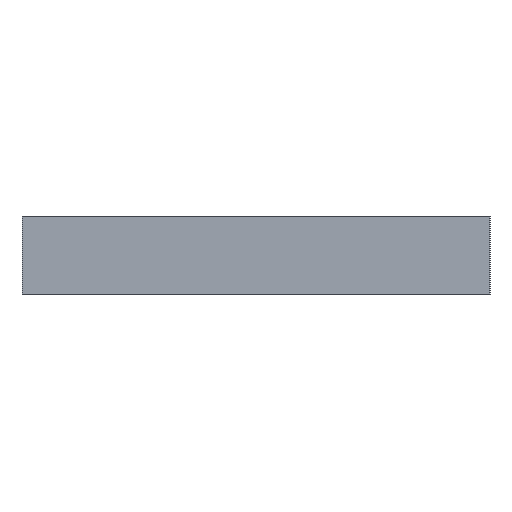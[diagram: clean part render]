
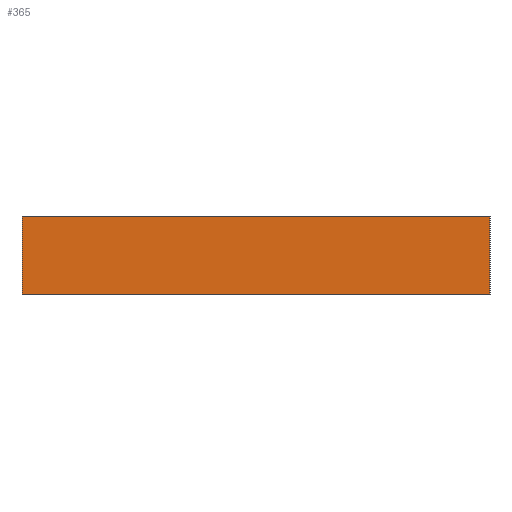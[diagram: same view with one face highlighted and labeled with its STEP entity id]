
A CAD part, left-side view. The second image highlights one B-rep face of the part: STEP entity #365.
In plain terms, the highlighted planar face has unit normal (-1, 0, 0).
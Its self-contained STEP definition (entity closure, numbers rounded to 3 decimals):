
#33=FACE_OUTER_BOUND('',#51,.T.);
#51=EDGE_LOOP('',(#287,#288,#289,#290));
#99=LINE('',#565,#147);
#100=LINE('',#567,#148);
#101=LINE('',#569,#149);
#102=LINE('',#570,#150);
#147=VECTOR('',#467,10.);
#148=VECTOR('',#468,10.);
#149=VECTOR('',#469,10.);
#150=VECTOR('',#470,10.);
#183=VERTEX_POINT('',#563);
#184=VERTEX_POINT('',#564);
#185=VERTEX_POINT('',#566);
#186=VERTEX_POINT('',#568);
#227=EDGE_CURVE('',#183,#184,#99,.T.);
#228=EDGE_CURVE('',#183,#185,#100,.T.);
#229=EDGE_CURVE('',#186,#185,#101,.T.);
#230=EDGE_CURVE('',#184,#186,#102,.T.);
#287=ORIENTED_EDGE('',*,*,#227,.F.);
#288=ORIENTED_EDGE('',*,*,#228,.T.);
#289=ORIENTED_EDGE('',*,*,#229,.F.);
#290=ORIENTED_EDGE('',*,*,#230,.F.);
#347=PLANE('',#397);
#365=ADVANCED_FACE('',(#33),#347,.T.);
#397=AXIS2_PLACEMENT_3D('',#562,#465,#466);
#465=DIRECTION('center_axis',(-1.,0.,0.));
#466=DIRECTION('ref_axis',(0.,-1.,0.));
#467=DIRECTION('',(0.,1.,0.));
#468=DIRECTION('',(0.,0.,1.));
#469=DIRECTION('',(0.,-1.,0.));
#470=DIRECTION('',(0.,0.,1.));
#562=CARTESIAN_POINT('Origin',(0.,0.,0.));
#563=CARTESIAN_POINT('',(0.,-18.,0.));
#564=CARTESIAN_POINT('',(0.,0.,0.));
#565=CARTESIAN_POINT('',(0.,-18.,0.));
#566=CARTESIAN_POINT('',(0.,-18.,3.));
#567=CARTESIAN_POINT('',(0.,-18.,0.));
#568=CARTESIAN_POINT('',(0.,0.,3.));
#569=CARTESIAN_POINT('',(0.,-18.,3.));
#570=CARTESIAN_POINT('',(0.,0.,0.));
